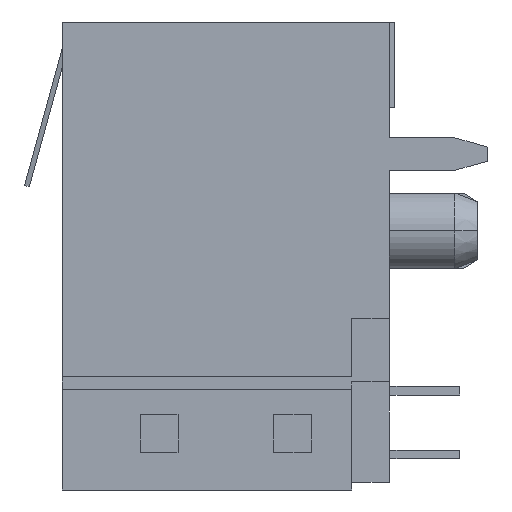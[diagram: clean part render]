
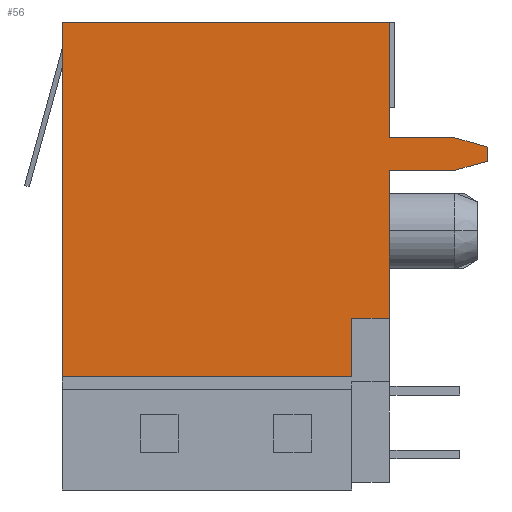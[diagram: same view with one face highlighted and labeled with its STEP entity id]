
A CAD part, left-side view. The second image highlights one B-rep face of the part: STEP entity #56.
In plain terms, the highlighted planar face has unit normal (-1, 0, 0).
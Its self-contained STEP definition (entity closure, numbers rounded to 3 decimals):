
#56=ADVANCED_FACE('',(#314),#315,.T.);
#314=FACE_OUTER_BOUND('',#836,.T.);
#315=PLANE('',#837);
#836=EDGE_LOOP('',(#1424,#1425,#1426,#1427,#1428,#1429,#1430,#1431,#1432,#1433,#1434,#1435));
#837=AXIS2_PLACEMENT_3D('',#1436,#1437,#1438);
#1424=ORIENTED_EDGE('',*,*,#3440,.F.);
#1425=ORIENTED_EDGE('',*,*,#3441,.F.);
#1426=ORIENTED_EDGE('',*,*,#3442,.T.);
#1427=ORIENTED_EDGE('',*,*,#3443,.T.);
#1428=ORIENTED_EDGE('',*,*,#3444,.F.);
#1429=ORIENTED_EDGE('',*,*,#3445,.T.);
#1430=ORIENTED_EDGE('',*,*,#3446,.F.);
#1431=ORIENTED_EDGE('',*,*,#3447,.F.);
#1432=ORIENTED_EDGE('',*,*,#3448,.F.);
#1433=ORIENTED_EDGE('',*,*,#3449,.F.);
#1434=ORIENTED_EDGE('',*,*,#3450,.F.);
#1435=ORIENTED_EDGE('',*,*,#3451,.T.);
#1436=CARTESIAN_POINT('',(-7.9,13.2,0.0));
#1437=DIRECTION('',(-1.0,0.0,0.0));
#1438=DIRECTION('',(0.0,0.0,1.0));
#3440=EDGE_CURVE('',#4145,#4146,#4147,.T.);
#3441=EDGE_CURVE('',#4148,#4145,#4149,.T.);
#3442=EDGE_CURVE('',#4148,#4150,#4151,.T.);
#3443=EDGE_CURVE('',#4150,#4152,#4153,.T.);
#3444=EDGE_CURVE('',#4154,#4152,#4155,.T.);
#3445=EDGE_CURVE('',#4154,#4156,#4157,.T.);
#3446=EDGE_CURVE('',#4158,#4156,#4159,.T.);
#3447=EDGE_CURVE('',#4160,#4158,#4161,.T.);
#3448=EDGE_CURVE('',#4162,#4160,#4163,.T.);
#3449=EDGE_CURVE('',#4164,#4162,#4165,.T.);
#3450=EDGE_CURVE('',#4166,#4164,#4167,.T.);
#3451=EDGE_CURVE('',#4166,#4146,#4168,.T.);
#4145=VERTEX_POINT('',#5293);
#4146=VERTEX_POINT('',#5294);
#4147=LINE('',#5295,#5296);
#4148=VERTEX_POINT('',#5297);
#4149=LINE('',#5298,#5299);
#4150=VERTEX_POINT('',#5300);
#4151=LINE('',#5301,#5302);
#4152=VERTEX_POINT('',#5303);
#4153=LINE('',#5304,#5305);
#4154=VERTEX_POINT('',#5306);
#4155=LINE('',#5307,#5308);
#4156=VERTEX_POINT('',#5309);
#4157=LINE('',#5310,#5311);
#4158=VERTEX_POINT('',#5312);
#4159=LINE('',#5313,#5314);
#4160=VERTEX_POINT('',#5315);
#4161=LINE('',#5316,#5317);
#4162=VERTEX_POINT('',#5318);
#4163=LINE('',#5319,#5320);
#4164=VERTEX_POINT('',#5321);
#4165=LINE('',#5322,#5323);
#4166=VERTEX_POINT('',#5324);
#4167=LINE('',#5325,#5326);
#4168=LINE('',#5327,#5328);
#5293=CARTESIAN_POINT('',(-7.9,13.2,0.0));
#5294=CARTESIAN_POINT('',(-7.9,0.2,0.0));
#5295=CARTESIAN_POINT('',(-7.9,13.2,0.0));
#5296=VECTOR('',#6986,13.0);
#5297=CARTESIAN_POINT('',(-7.9,13.2,-14.1));
#5298=CARTESIAN_POINT('',(-7.9,13.2,-14.1));
#5299=VECTOR('',#6987,14.1);
#5300=CARTESIAN_POINT('',(-7.9,1.7,-14.1));
#5301=CARTESIAN_POINT('',(-7.9,13.2,-14.1));
#5302=VECTOR('',#6988,11.5);
#5303=CARTESIAN_POINT('',(-7.9,1.7,-11.78));
#5304=CARTESIAN_POINT('',(-7.9,1.7,-14.1));
#5305=VECTOR('',#6989,2.32);
#5306=CARTESIAN_POINT('',(-7.9,0.2,-11.78));
#5307=CARTESIAN_POINT('',(-7.9,0.2,-11.78));
#5308=VECTOR('',#6990,1.5);
#5309=CARTESIAN_POINT('',(-7.9,0.2,-5.9));
#5310=CARTESIAN_POINT('',(-7.9,0.2,-11.78));
#5311=VECTOR('',#6991,5.88);
#5312=CARTESIAN_POINT('',(-7.9,-2.4,-5.9));
#5313=CARTESIAN_POINT('',(-7.9,-2.4,-5.9));
#5314=VECTOR('',#6992,2.6);
#5315=CARTESIAN_POINT('',(-7.9,-3.7,-5.53));
#5316=CARTESIAN_POINT('',(-7.9,-3.7,-5.53));
#5317=VECTOR('',#6993,1.352);
#5318=CARTESIAN_POINT('',(-7.9,-3.7,-4.97));
#5319=CARTESIAN_POINT('',(-7.9,-3.7,-4.97));
#5320=VECTOR('',#6994,0.56);
#5321=CARTESIAN_POINT('',(-7.9,-2.4,-4.6));
#5322=CARTESIAN_POINT('',(-7.9,-2.4,-4.6));
#5323=VECTOR('',#6995,1.352);
#5324=CARTESIAN_POINT('',(-7.9,0.2,-4.6));
#5325=CARTESIAN_POINT('',(-7.9,0.2,-4.6));
#5326=VECTOR('',#6996,2.6);
#5327=CARTESIAN_POINT('',(-7.9,0.2,-4.6));
#5328=VECTOR('',#6997,4.6);
#6986=DIRECTION('',(0.0,-1.0,0.0));
#6987=DIRECTION('',(0.0,0.0,1.0));
#6988=DIRECTION('',(0.0,-1.0,0.0));
#6989=DIRECTION('',(0.0,0.0,1.0));
#6990=DIRECTION('',(0.0,1.0,0.0));
#6991=DIRECTION('',(0.0,0.0,1.0));
#6992=DIRECTION('',(0.0,1.0,0.0));
#6993=DIRECTION('',(0.0,0.962,-0.274));
#6994=DIRECTION('',(0.0,0.0,-1.0));
#6995=DIRECTION('',(0.0,-0.962,-0.274));
#6996=DIRECTION('',(0.0,-1.0,0.0));
#6997=DIRECTION('',(0.0,0.0,1.0));
